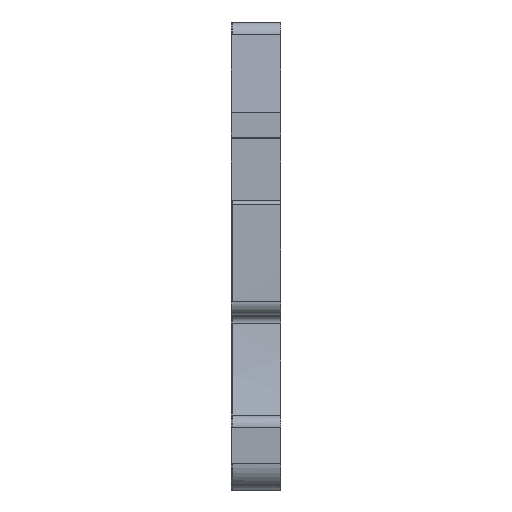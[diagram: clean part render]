
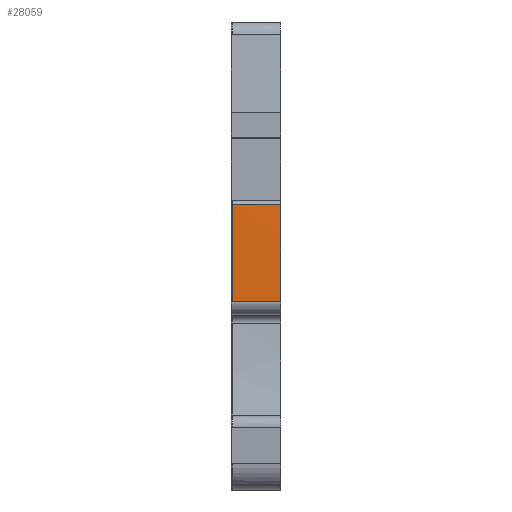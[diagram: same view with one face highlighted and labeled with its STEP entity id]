
A CAD part, front view. The second image highlights one B-rep face of the part: STEP entity #28059.
In plain terms, the highlighted cylindrical face has radius 122.182 mm (diameter 244.364 mm), a partial arc.
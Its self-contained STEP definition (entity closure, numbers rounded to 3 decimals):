
#3341=AXIS2_PLACEMENT_3D('Circle Axis2P3D',#3339,#3340,$) ;
#28046=AXIS2_PLACEMENT_3D('Cylinder Axis2P3D',#28043,#28044,#28045) ;
#3339=CARTESIAN_POINT('Axis2P3D Location',(3.5,123.652,17.05)) ;
#3343=CARTESIAN_POINT('Vertex',(3.5,1.514,20.35)) ;
#3345=CARTESIAN_POINT('Vertex',(3.5,1.524,13.42)) ;
#22670=CARTESIAN_POINT('Vertex',(0.05,1.524,13.42)) ;
#22674=CARTESIAN_POINT('Control Point',(0.05,1.514,20.35)) ;
#22675=CARTESIAN_POINT('Control Point',(0.05,1.477,18.964)) ;
#22676=CARTESIAN_POINT('Control Point',(0.05,1.459,17.578)) ;
#22677=CARTESIAN_POINT('Control Point',(0.05,1.461,16.192)) ;
#22678=CARTESIAN_POINT('Control Point',(0.05,1.482,14.806)) ;
#22679=CARTESIAN_POINT('Control Point',(0.05,1.524,13.42)) ;
#22680=CARTESIAN_POINT('Vertex',(0.05,1.514,20.35)) ;
#27463=CARTESIAN_POINT('Line Origine',(1.775,1.514,20.35)) ;
#28043=CARTESIAN_POINT('Axis2P3D Location',(1.75,123.652,17.05)) ;
#28048=CARTESIAN_POINT('Line Origine',(1.75,1.524,13.42)) ;
#3340=DIRECTION('Axis2P3D Direction',(1.,0.,0.)) ;
#27464=DIRECTION('Vector Direction',(-1.,0.,0.)) ;
#28044=DIRECTION('Axis2P3D Direction',(1.,0.,0.)) ;
#28045=DIRECTION('Axis2P3D XDirection',(0.,-0.992,0.126)) ;
#28049=DIRECTION('Vector Direction',(1.,0.,0.)) ;
#27465=VECTOR('Line Direction',#27464,1.) ;
#28050=VECTOR('Line Direction',#28049,1.) ;
#28054=ORIENTED_EDGE('',*,*,#28052,.F.) ;
#28055=ORIENTED_EDGE('',*,*,#3347,.F.) ;
#28056=ORIENTED_EDGE('',*,*,#27467,.T.) ;
#28057=ORIENTED_EDGE('',*,*,#22682,.F.) ;
#28059=ADVANCED_FACE('77561_MLD_APGTB_1-5_FT_4C-4',(#28058),#28047,.T.) ;
#22673=B_SPLINE_CURVE_WITH_KNOTS('',5,(#22674,#22675,#22676,#22677,#22678,#22679),.UNSPECIFIED.,.F.,.U.,(6,6),(0.,6.931),.UNSPECIFIED.) ;
#3342=CIRCLE('generated circle',#3341,122.182) ;
#28047=CYLINDRICAL_SURFACE('generated cylinder',#28046,122.182) ;
#3347=EDGE_CURVE('',#3344,#3346,#3342,.T.) ;
#22682=EDGE_CURVE('',#22671,#22681,#22673,.F.) ;
#27467=EDGE_CURVE('',#3344,#22681,#27466,.T.) ;
#28052=EDGE_CURVE('',#3346,#22671,#28051,.F.) ;
#28053=EDGE_LOOP('',(#28054,#28055,#28056,#28057)) ;
#28058=FACE_OUTER_BOUND('',#28053,.T.) ;
#27466=LINE('Line',#27463,#27465) ;
#28051=LINE('Line',#28048,#28050) ;
#3344=VERTEX_POINT('',#3343) ;
#3346=VERTEX_POINT('',#3345) ;
#22671=VERTEX_POINT('',#22670) ;
#22681=VERTEX_POINT('',#22680) ;
